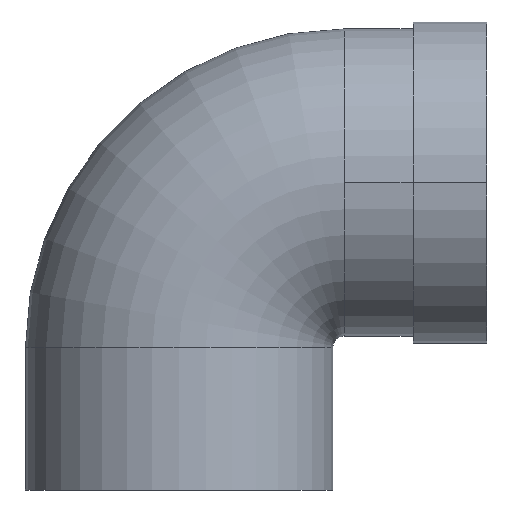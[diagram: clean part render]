
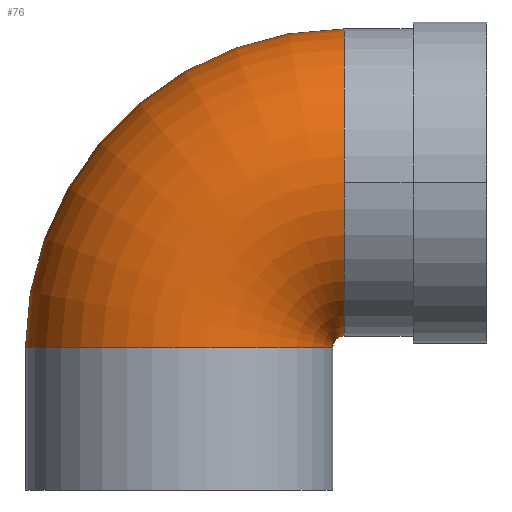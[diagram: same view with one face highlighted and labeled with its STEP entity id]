
A CAD part, front view. The second image highlights one B-rep face of the part: STEP entity #76.
In plain terms, the highlighted toroidal (fillet/blend) face has major radius 18 mm and minor radius 16.75 mm.
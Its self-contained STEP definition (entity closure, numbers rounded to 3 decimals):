
#76=ADVANCED_FACE('',(#151),#152,.T.);
#151=FACE_OUTER_BOUND('',#220,.T.);
#152=TOROIDAL_SURFACE('',#221,18.0,16.75);
#220=EDGE_LOOP('',(#367,#368,#369,#370,#371));
#221=AXIS2_PLACEMENT_3D('',#372,#373,#374);
#367=ORIENTED_EDGE('',*,*,#393,.T.);
#368=ORIENTED_EDGE('',*,*,#449,.T.);
#369=ORIENTED_EDGE('',*,*,#396,.T.);
#370=ORIENTED_EDGE('',*,*,#446,.T.);
#371=ORIENTED_EDGE('',*,*,#410,.T.);
#372=CARTESIAN_POINT('',(18.0,0.,15.5));
#373=DIRECTION('',(0.0,-1.0,0.0));
#374=DIRECTION('',(0.0,0.0,-1.0));
#393=EDGE_CURVE('',#455,#456,#457,.T.);
#396=EDGE_CURVE('',#462,#460,#463,.T.);
#410=EDGE_CURVE('',#485,#455,#486,.T.);
#446=EDGE_CURVE('',#460,#485,#535,.T.);
#449=EDGE_CURVE('',#456,#462,#538,.T.);
#455=VERTEX_POINT('',#544);
#456=VERTEX_POINT('',#545);
#457=CIRCLE('',#546,34.75);
#460=VERTEX_POINT('',#549);
#462=VERTEX_POINT('',#551);
#463=CIRCLE('',#552,1.25);
#485=VERTEX_POINT('',#775);
#486=CIRCLE('',#776,16.75);
#535=CIRCLE('',#1030,16.75);
#538=CIRCLE('',#1033,16.75);
#544=CARTESIAN_POINT('',(18.0,0.,50.25));
#545=CARTESIAN_POINT('',(-16.75,0.0,15.5));
#546=AXIS2_PLACEMENT_3D('',#1038,#1039,#1040);
#549=CARTESIAN_POINT('',(18.0,0.0,16.75));
#551=CARTESIAN_POINT('',(16.75,0.,15.5));
#552=AXIS2_PLACEMENT_3D('',#1047,#1048,#1049);
#775=CARTESIAN_POINT('',(18.0,-16.75,33.5));
#776=AXIS2_PLACEMENT_3D('',#1065,#1066,#1067);
#1030=AXIS2_PLACEMENT_3D('',#1117,#1118,#1119);
#1033=AXIS2_PLACEMENT_3D('',#1120,#1121,#1122);
#1038=CARTESIAN_POINT('',(18.0,0.,15.5));
#1039=DIRECTION('',(0.0,-1.0,0.0));
#1040=DIRECTION('',(0.0,0.0,-1.0));
#1047=CARTESIAN_POINT('',(18.0,0.,15.5));
#1048=DIRECTION('',(-0.0,1.0,0.0));
#1049=DIRECTION('',(0.0,0.0,-1.0));
#1065=CARTESIAN_POINT('',(18.0,0.,33.5));
#1066=DIRECTION('',(-1.0,0.0,0.0));
#1067=DIRECTION('',(0.0,0.,-1.0));
#1117=CARTESIAN_POINT('',(18.0,0.,33.5));
#1118=DIRECTION('',(-1.0,0.0,0.0));
#1119=DIRECTION('',(0.0,0.,-1.0));
#1120=CARTESIAN_POINT('',(0.0,0.0,15.5));
#1121=DIRECTION('',(0.0,0.0,1.0));
#1122=DIRECTION('',(-1.0,0.0,0.0));
